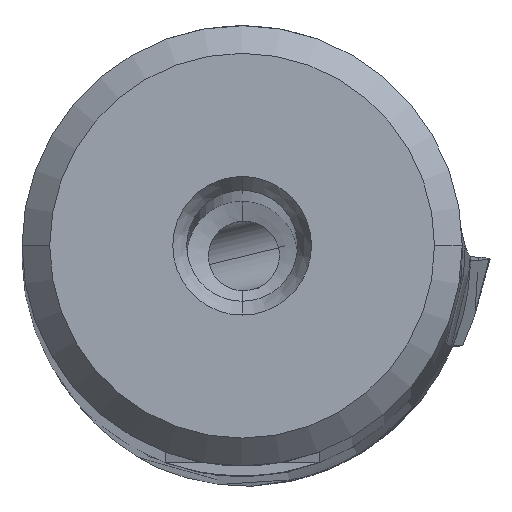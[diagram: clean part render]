
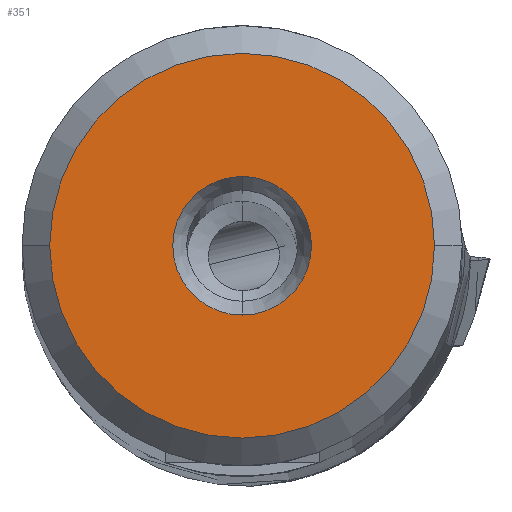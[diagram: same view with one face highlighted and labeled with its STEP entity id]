
A CAD part, top view. The second image highlights one B-rep face of the part: STEP entity #351.
In plain terms, the highlighted planar face has unit normal (0, 0, 1).
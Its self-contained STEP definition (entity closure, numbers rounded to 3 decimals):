
#351=ADVANCED_FACE('',(#497,#498),#459,.T.);
#459=PLANE('',#2279);
#497=FACE_BOUND('',#525,.T.);
#498=FACE_BOUND('',#526,.T.);
#525=EDGE_LOOP('',(#698,#699,#700,#701));
#526=EDGE_LOOP('',(#702,#703));
#698=ORIENTED_EDGE('',*,*,#1523,.F.);
#699=ORIENTED_EDGE('',*,*,#1524,.F.);
#700=ORIENTED_EDGE('',*,*,#1525,.F.);
#701=ORIENTED_EDGE('',*,*,#1526,.F.);
#702=ORIENTED_EDGE('',*,*,#1527,.F.);
#703=ORIENTED_EDGE('',*,*,#1528,.F.);
#1298=VERTEX_POINT('',#3192);
#1299=VERTEX_POINT('',#3193);
#1300=VERTEX_POINT('',#3195);
#1301=VERTEX_POINT('',#3197);
#1302=VERTEX_POINT('',#3200);
#1303=VERTEX_POINT('',#3201);
#1523=EDGE_CURVE('',#1298,#1299,#1830,.T.);
#1524=EDGE_CURVE('',#1300,#1298,#1831,.T.);
#1525=EDGE_CURVE('',#1301,#1300,#1832,.T.);
#1526=EDGE_CURVE('',#1299,#1301,#1833,.T.);
#1527=EDGE_CURVE('',#1302,#1303,#1834,.T.);
#1528=EDGE_CURVE('',#1303,#1302,#1835,.T.);
#1830=CIRCLE('',#2273,6.937);
#1831=CIRCLE('',#2274,6.937);
#1832=CIRCLE('',#2275,6.937);
#1833=CIRCLE('',#2276,6.937);
#1834=CIRCLE('',#2277,2.5);
#1835=CIRCLE('',#2278,2.5);
#2273=AXIS2_PLACEMENT_3D('',#3191,#2587,#2588);
#2274=AXIS2_PLACEMENT_3D('',#3194,#2589,#2590);
#2275=AXIS2_PLACEMENT_3D('',#3196,#2591,#2592);
#2276=AXIS2_PLACEMENT_3D('',#3198,#2593,#2594);
#2277=AXIS2_PLACEMENT_3D('',#3199,#2595,#2596);
#2278=AXIS2_PLACEMENT_3D('',#3202,#2597,#2598);
#2279=AXIS2_PLACEMENT_3D('',#3203,#2599,#2600);
#2587=DIRECTION('',(0.,0.,-1.));
#2588=DIRECTION('',(0.,1.,0.));
#2589=DIRECTION('',(0.,0.,-1.));
#2590=DIRECTION('',(-1.,0.,0.));
#2591=DIRECTION('',(0.,0.,-1.));
#2592=DIRECTION('',(0.,-1.,0.));
#2593=DIRECTION('',(0.,0.,-1.));
#2594=DIRECTION('',(1.,0.,0.));
#2595=DIRECTION('',(0.,0.,1.));
#2596=DIRECTION('',(0.,-1.,0.));
#2597=DIRECTION('',(0.,0.,1.));
#2598=DIRECTION('',(0.,1.,0.));
#2599=DIRECTION('',(0.,0.,1.));
#2600=DIRECTION('',(1.,0.,0.));
#3191=CARTESIAN_POINT('',(0.,0.,0.));
#3192=CARTESIAN_POINT('',(0.,6.937,0.));
#3193=CARTESIAN_POINT('',(6.937,0.,0.));
#3194=CARTESIAN_POINT('',(0.,0.,0.));
#3195=CARTESIAN_POINT('',(-6.937,0.,0.));
#3196=CARTESIAN_POINT('',(0.,0.,0.));
#3197=CARTESIAN_POINT('',(0.,-6.937,0.));
#3198=CARTESIAN_POINT('',(0.,0.,0.));
#3199=CARTESIAN_POINT('',(0.,0.,0.));
#3200=CARTESIAN_POINT('',(0.,-2.5,0.));
#3201=CARTESIAN_POINT('',(0.,2.5,0.));
#3202=CARTESIAN_POINT('',(0.,0.,0.));
#3203=CARTESIAN_POINT('',(0.,0.,0.));
